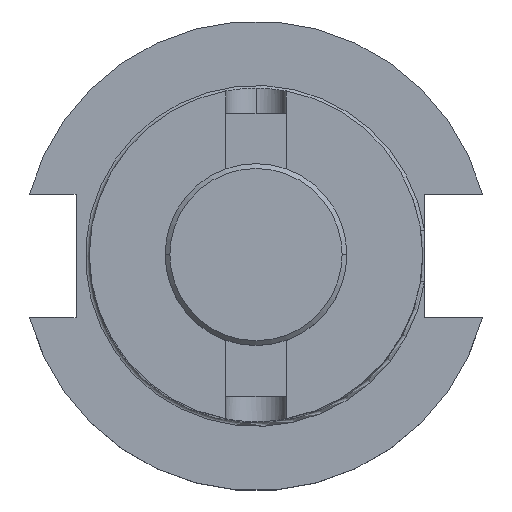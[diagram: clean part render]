
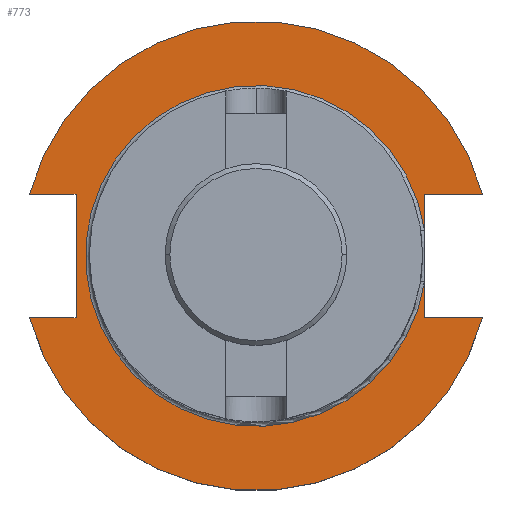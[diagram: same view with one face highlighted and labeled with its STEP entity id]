
A CAD part, top view. The second image highlights one B-rep face of the part: STEP entity #773.
In plain terms, the highlighted planar face has unit normal (0, 0, 1).
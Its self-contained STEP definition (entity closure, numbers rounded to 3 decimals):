
#91 = EDGE_CURVE ( 'NONE', #1799, #286, #2356, .T. ) ;
#107 = DIRECTION ( 'NONE',  ( 0., -1., 0. ) ) ;
#112 = ORIENTED_EDGE ( 'NONE', *, *, #464, .F. ) ;
#156 = AXIS2_PLACEMENT_3D ( 'NONE', #1295, #1131, #768 ) ;
#192 = AXIS2_PLACEMENT_3D ( 'NONE', #1881, #372, #1731 ) ;
#286 = VERTEX_POINT ( 'NONE', #2045 ) ;
#332 = ORIENTED_EDGE ( 'NONE', *, *, #394, .F. ) ;
#363 = VERTEX_POINT ( 'NONE', #1722 ) ;
#372 = DIRECTION ( 'NONE',  ( 0., 0., 1. ) ) ;
#394 = EDGE_CURVE ( 'NONE', #363, #286, #2323, .T. ) ;
#406 = VERTEX_POINT ( 'NONE', #1593 ) ;
#456 = CARTESIAN_POINT ( 'NONE',  ( 35.306, 12.954, 19.05 ) ) ;
#464 = EDGE_CURVE ( 'NONE', #1267, #1740, #2031, .T. ) ;
#548 = CARTESIAN_POINT ( 'NONE',  ( 35.306, 12.954, 19.05 ) ) ;
#559 = LINE ( 'NONE', #701, #1421 ) ;
#588 = LINE ( 'NONE', #1913, #1062 ) ;
#642 = DIRECTION ( 'NONE',  ( 0., 0., 1. ) ) ;
#662 = EDGE_CURVE ( 'NONE', #406, #2411, #1105, .T. ) ;
#696 = CARTESIAN_POINT ( 'NONE',  ( 35.306, -12.954, 19.05 ) ) ;
#700 = VERTEX_POINT ( 'NONE', #548 ) ;
#701 = CARTESIAN_POINT ( 'NONE',  ( 35.306, 12.954, 19.05 ) ) ;
#747 = CIRCLE ( 'NONE', #1375, 35.725 ) ;
#768 = DIRECTION ( 'NONE',  ( 1., 0., 0. ) ) ;
#773 = ADVANCED_FACE ( 'NONE', ( #1187 ), #2239, .T. ) ;
#794 = CARTESIAN_POINT ( 'NONE',  ( -63.719, 12.954, 19.05 ) ) ;
#802 = CARTESIAN_POINT ( 'NONE',  ( 0., 0., 19.05 ) ) ;
#854 = ORIENTED_EDGE ( 'NONE', *, *, #2248, .F. ) ;
#859 = ORIENTED_EDGE ( 'NONE', *, *, #1039, .T. ) ;
#865 = VECTOR ( 'NONE', #1263, 1000. ) ;
#996 = ORIENTED_EDGE ( 'NONE', *, *, #662, .F. ) ;
#1006 = LINE ( 'NONE', #2001, #1518 ) ;
#1020 = ORIENTED_EDGE ( 'NONE', *, *, #91, .T. ) ;
#1023 = DIRECTION ( 'NONE',  ( 1., 0., 0. ) ) ;
#1039 = EDGE_CURVE ( 'NONE', #1267, #1512, #1931, .T. ) ;
#1062 = VECTOR ( 'NONE', #1527, 1000. ) ;
#1091 = CARTESIAN_POINT ( 'NONE',  ( 35.306, -12.954, 19.05 ) ) ;
#1105 = LINE ( 'NONE', #456, #865 ) ;
#1112 = EDGE_CURVE ( 'NONE', #406, #2106, #747, .T. ) ;
#1131 = DIRECTION ( 'NONE',  ( 0., 0., 1. ) ) ;
#1187 = FACE_OUTER_BOUND ( 'NONE', #1739, .T. ) ;
#1196 = EDGE_CURVE ( 'NONE', #700, #2106, #1006, .T. ) ;
#1215 = VECTOR ( 'NONE', #2030, 1000. ) ;
#1263 = DIRECTION ( 'NONE',  ( 0., -1., 0. ) ) ;
#1267 = VERTEX_POINT ( 'NONE', #1464 ) ;
#1295 = CARTESIAN_POINT ( 'NONE',  ( 0., 49.212, 19.05 ) ) ;
#1310 = ORIENTED_EDGE ( 'NONE', *, *, #2197, .F. ) ;
#1324 = ORIENTED_EDGE ( 'NONE', *, *, #1196, .F. ) ;
#1375 = AXIS2_PLACEMENT_3D ( 'NONE', #802, #2133, #1565 ) ;
#1421 = VECTOR ( 'NONE', #1890, 1000. ) ;
#1464 = CARTESIAN_POINT ( 'NONE',  ( -47.477, -12.954, 19.05 ) ) ;
#1512 = VERTEX_POINT ( 'NONE', #1697 ) ;
#1518 = VECTOR ( 'NONE', #107, 1000. ) ;
#1527 = DIRECTION ( 'NONE',  ( 0., 1., 0. ) ) ;
#1565 = DIRECTION ( 'NONE',  ( 1., 0., 0. ) ) ;
#1593 = CARTESIAN_POINT ( 'NONE',  ( 35.306, -5.455, 19.05 ) ) ;
#1625 = ORIENTED_EDGE ( 'NONE', *, *, #1704, .F. ) ;
#1633 = LINE ( 'NONE', #696, #1215 ) ;
#1662 = CARTESIAN_POINT ( 'NONE',  ( 35.306, 5.455, 19.05 ) ) ;
#1688 = ORIENTED_EDGE ( 'NONE', *, *, #1112, .T. ) ;
#1697 = CARTESIAN_POINT ( 'NONE',  ( 47.477, -12.954, 19.05 ) ) ;
#1704 = EDGE_CURVE ( 'NONE', #2411, #1512, #1633, .T. ) ;
#1722 = CARTESIAN_POINT ( 'NONE',  ( -37.719, 12.954, 19.05 ) ) ;
#1731 = DIRECTION ( 'NONE',  ( 1., 0., 0. ) ) ;
#1739 = EDGE_LOOP ( 'NONE', ( #996, #1688, #1324, #854, #1020, #332, #1310, #112, #859, #1625 ) ) ;
#1740 = VERTEX_POINT ( 'NONE', #2062 ) ;
#1742 = DIRECTION ( 'NONE',  ( -1., 0., 0. ) ) ;
#1782 = CARTESIAN_POINT ( 'NONE',  ( 0., 0., 19.05 ) ) ;
#1799 = VERTEX_POINT ( 'NONE', #2110 ) ;
#1881 = CARTESIAN_POINT ( 'NONE',  ( 0., 0., 19.05 ) ) ;
#1890 = DIRECTION ( 'NONE',  ( -1., 0., 0. ) ) ;
#1913 = CARTESIAN_POINT ( 'NONE',  ( -37.719, 12.954, 19.05 ) ) ;
#1931 = CIRCLE ( 'NONE', #192, 49.212 ) ;
#2001 = CARTESIAN_POINT ( 'NONE',  ( 35.306, 12.954, 19.05 ) ) ;
#2030 = DIRECTION ( 'NONE',  ( 1., 0., 0. ) ) ;
#2031 = LINE ( 'NONE', #2178, #2089 ) ;
#2045 = CARTESIAN_POINT ( 'NONE',  ( -47.477, 12.954, 19.05 ) ) ;
#2062 = CARTESIAN_POINT ( 'NONE',  ( -37.719, -12.954, 19.05 ) ) ;
#2089 = VECTOR ( 'NONE', #1023, 1000. ) ;
#2106 = VERTEX_POINT ( 'NONE', #1662 ) ;
#2110 = CARTESIAN_POINT ( 'NONE',  ( 47.477, 12.954, 19.05 ) ) ;
#2133 = DIRECTION ( 'NONE',  ( 0., 0., -1. ) ) ;
#2172 = DIRECTION ( 'NONE',  ( 1., 0., 0. ) ) ;
#2178 = CARTESIAN_POINT ( 'NONE',  ( -63.719, -12.954, 19.05 ) ) ;
#2197 = EDGE_CURVE ( 'NONE', #1740, #363, #588, .T. ) ;
#2239 = PLANE ( 'NONE',  #156 ) ;
#2248 = EDGE_CURVE ( 'NONE', #1799, #700, #559, .T. ) ;
#2273 = VECTOR ( 'NONE', #1742, 1000. ) ;
#2323 = LINE ( 'NONE', #794, #2273 ) ;
#2343 = AXIS2_PLACEMENT_3D ( 'NONE', #1782, #642, #2172 ) ;
#2356 = CIRCLE ( 'NONE', #2343, 49.212 ) ;
#2411 = VERTEX_POINT ( 'NONE', #1091 ) ;
